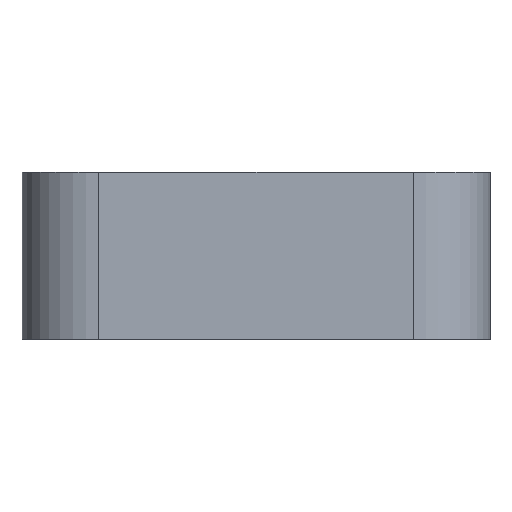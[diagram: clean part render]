
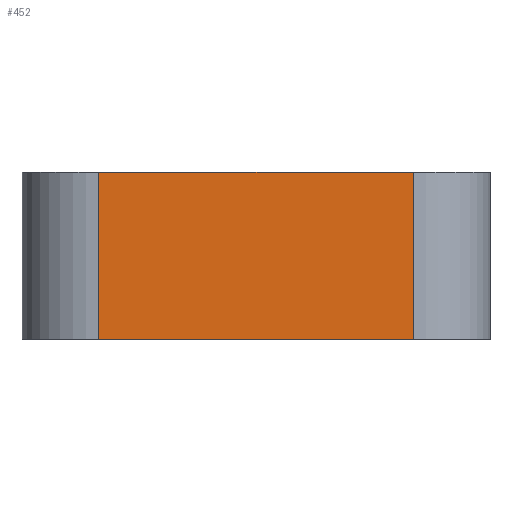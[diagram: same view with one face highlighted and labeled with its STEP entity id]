
A CAD part, top view. The second image highlights one B-rep face of the part: STEP entity #452.
In plain terms, the highlighted face is planar.
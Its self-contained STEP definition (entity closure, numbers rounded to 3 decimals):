
#143=ORIENTED_EDGE('',*,*,#201,.T.);
#144=ORIENTED_EDGE('',*,*,#231,.F.);
#145=ORIENTED_EDGE('',*,*,#232,.T.);
#146=ORIENTED_EDGE('',*,*,#233,.T.);
#201=EDGE_CURVE('',#262,#261,#296,.T.);
#231=EDGE_CURVE('',#276,#261,#318,.T.);
#232=EDGE_CURVE('',#276,#277,#319,.T.);
#233=EDGE_CURVE('',#277,#262,#320,.T.);
#261=VERTEX_POINT('',#698);
#262=VERTEX_POINT('',#700);
#276=VERTEX_POINT('',#758);
#277=VERTEX_POINT('',#762);
#296=LINE('',#699,#340);
#318=LINE('',#759,#362);
#319=LINE('',#761,#363);
#320=LINE('',#763,#364);
#340=VECTOR('',#558,1000.);
#362=VECTOR('',#626,1000.);
#363=VECTOR('',#629,1000.);
#364=VECTOR('',#630,1000.);
#389=EDGE_LOOP('',(#143,#144,#145,#146));
#415=FACE_BOUND('',#389,.T.);
#430=PLANE('',#507);
#452=ADVANCED_FACE('',(#415),#430,.T.);
#507=AXIS2_PLACEMENT_3D('',#760,#627,#628);
#558=DIRECTION('',(1.,0.,0.));
#626=DIRECTION('',(0.,0.,1.));
#627=DIRECTION('',(0.,1.,0.));
#628=DIRECTION('',(-1.,0.,0.));
#629=DIRECTION('',(-1.,0.,0.));
#630=DIRECTION('',(0.,0.,1.));
#698=CARTESIAN_POINT('',(-1.15,6.2,1.25));
#699=CARTESIAN_POINT('',(-1.056,6.2,1.25));
#700=CARTESIAN_POINT('',(-5.85,6.2,1.25));
#758=CARTESIAN_POINT('',(-1.15,6.2,-1.25));
#759=CARTESIAN_POINT('',(-1.15,6.2,-1.3));
#760=CARTESIAN_POINT('',(-1.056,6.2,-1.3));
#761=CARTESIAN_POINT('',(-7.141,6.2,-1.25));
#762=CARTESIAN_POINT('',(-5.85,6.2,-1.25));
#763=CARTESIAN_POINT('',(-5.85,6.2,-1.3));
